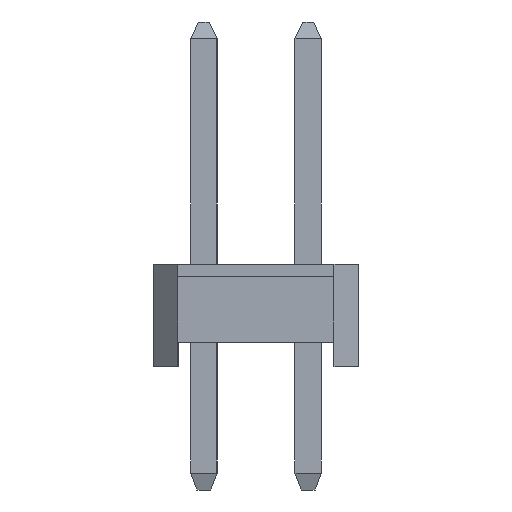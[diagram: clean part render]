
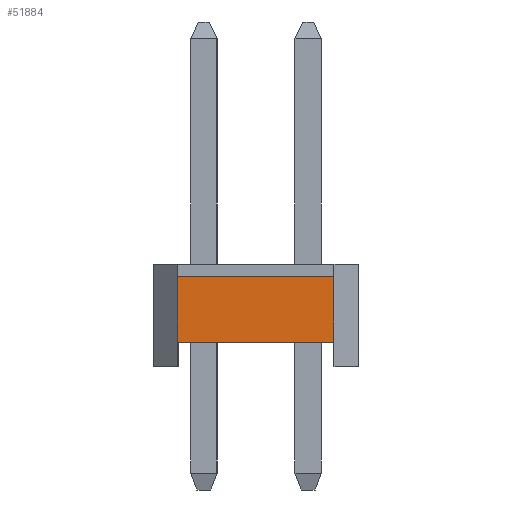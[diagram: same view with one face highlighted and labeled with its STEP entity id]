
A CAD part, left-side view. The second image highlights one B-rep face of the part: STEP entity #51884.
In plain terms, the highlighted planar face has unit normal (-1, 0, 0).
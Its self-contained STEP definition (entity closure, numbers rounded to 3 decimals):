
#2801 = VECTOR ( 'NONE', #9075, 1000. ) ;
#3333 = DIRECTION ( 'NONE',  ( 1., 0., 0. ) ) ;
#3470 = CARTESIAN_POINT ( 'NONE',  ( -1.27, 1.9, 0.6 ) ) ;
#4000 = CARTESIAN_POINT ( 'NONE',  ( -1.27, -1.9, 0.6 ) ) ;
#4078 = VERTEX_POINT ( 'NONE', #24213 ) ;
#4116 = LINE ( 'NONE', #47158, #2801 ) ;
#4548 = CARTESIAN_POINT ( 'NONE',  ( -1.27, -1.9, 2.2 ) ) ;
#6893 = VECTOR ( 'NONE', #34288, 1000. ) ;
#8494 = ORIENTED_EDGE ( 'NONE', *, *, #38488, .F. ) ;
#9075 = DIRECTION ( 'NONE',  ( 0., 0., -1. ) ) ;
#9242 = EDGE_CURVE ( 'NONE', #36674, #13739, #49762, .T. ) ;
#10878 = VECTOR ( 'NONE', #45477, 1000. ) ;
#11736 = PLANE ( 'NONE',  #36932 ) ;
#13739 = VERTEX_POINT ( 'NONE', #4000 ) ;
#14098 = VERTEX_POINT ( 'NONE', #19980 ) ;
#15872 = VECTOR ( 'NONE', #41782, 1000. ) ;
#18126 = FACE_OUTER_BOUND ( 'NONE', #36977, .T. ) ;
#19980 = CARTESIAN_POINT ( 'NONE',  ( -1.27, -1.9, 2.2 ) ) ;
#24081 = CARTESIAN_POINT ( 'NONE',  ( -1.27, 1.9, 0.6 ) ) ;
#24213 = CARTESIAN_POINT ( 'NONE',  ( -1.27, 1.9, 2.2 ) ) ;
#25744 = ORIENTED_EDGE ( 'NONE', *, *, #9242, .T. ) ;
#28753 = CARTESIAN_POINT ( 'NONE',  ( -1.27, 1.9, 2.5 ) ) ;
#32645 = CARTESIAN_POINT ( 'NONE',  ( -1.27, 1.9, 2.5 ) ) ;
#33051 = DIRECTION ( 'NONE',  ( 0., 0., -1. ) ) ;
#34288 = DIRECTION ( 'NONE',  ( 0., -1., 0. ) ) ;
#34333 = ORIENTED_EDGE ( 'NONE', *, *, #35339, .T. ) ;
#35339 = EDGE_CURVE ( 'NONE', #4078, #36674, #45352, .T. ) ;
#35571 = EDGE_CURVE ( 'NONE', #14098, #13739, #4116, .T. ) ;
#36674 = VERTEX_POINT ( 'NONE', #24081 ) ;
#36885 = ORIENTED_EDGE ( 'NONE', *, *, #35571, .F. ) ;
#36932 = AXIS2_PLACEMENT_3D ( 'NONE', #28753, #3333, #33051 ) ;
#36977 = EDGE_LOOP ( 'NONE', ( #36885, #8494, #34333, #25744 ) ) ;
#38488 = EDGE_CURVE ( 'NONE', #4078, #14098, #39501, .T. ) ;
#39501 = LINE ( 'NONE', #4548, #6893 ) ;
#41782 = DIRECTION ( 'NONE',  ( 0., -1., 0. ) ) ;
#45352 = LINE ( 'NONE', #32645, #10878 ) ;
#45477 = DIRECTION ( 'NONE',  ( 0., 0., -1. ) ) ;
#47158 = CARTESIAN_POINT ( 'NONE',  ( -1.27, -1.9, 2.5 ) ) ;
#49762 = LINE ( 'NONE', #3470, #15872 ) ;
#51884 = ADVANCED_FACE ( 'NONE', ( #18126 ), #11736, .F. ) ;
